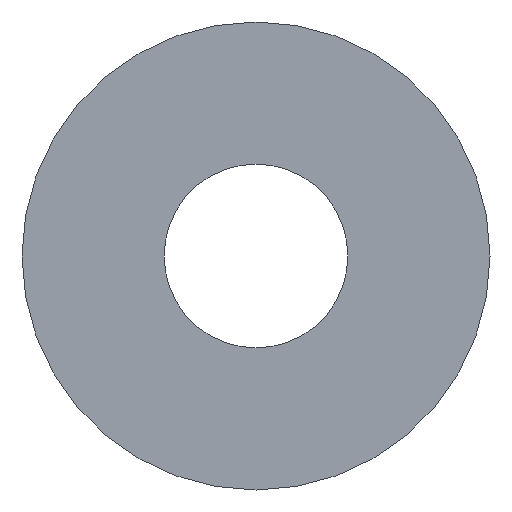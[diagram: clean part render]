
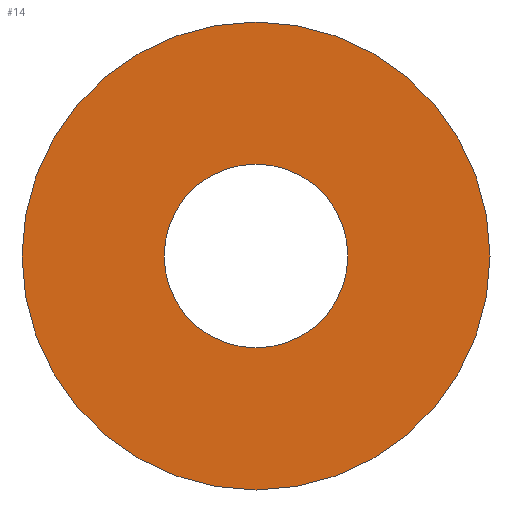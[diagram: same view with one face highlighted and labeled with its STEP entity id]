
A CAD part, front view. The second image highlights one B-rep face of the part: STEP entity #14.
In plain terms, the highlighted planar face has unit normal (0, -1, 0).
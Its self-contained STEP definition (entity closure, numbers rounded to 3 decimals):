
#11 = DIRECTION ( 'NONE',  ( 0., -1., 0. ) ) ;
#14 = ADVANCED_FACE ( 'NONE', ( #242, #307 ), #156, .T. ) ;
#22 = AXIS2_PLACEMENT_3D ( 'NONE', #288, #251, #217 ) ;
#35 = CARTESIAN_POINT ( 'NONE',  ( 0., 0., 0. ) ) ;
#36 = EDGE_LOOP ( 'NONE', ( #311, #84 ) ) ;
#40 = CARTESIAN_POINT ( 'NONE',  ( 2.75, 0., 0. ) ) ;
#47 = AXIS2_PLACEMENT_3D ( 'NONE', #223, #248, #297 ) ;
#50 = CIRCLE ( 'NONE', #254, 7. ) ;
#53 = CARTESIAN_POINT ( 'NONE',  ( 0., 0., 2.75 ) ) ;
#74 = CIRCLE ( 'NONE', #47, 7. ) ;
#78 = EDGE_CURVE ( 'NONE', #101, #206, #138, .T. ) ;
#79 = DIRECTION ( 'NONE',  ( 0., -1., 0. ) ) ;
#84 = ORIENTED_EDGE ( 'NONE', *, *, #160, .F. ) ;
#101 = VERTEX_POINT ( 'NONE', #303 ) ;
#105 = DIRECTION ( 'NONE',  ( 0., 0., -1. ) ) ;
#112 = AXIS2_PLACEMENT_3D ( 'NONE', #215, #250, #285 ) ;
#130 = AXIS2_PLACEMENT_3D ( 'NONE', #40, #79, #105 ) ;
#132 = CARTESIAN_POINT ( 'NONE',  ( 0., 0., -7. ) ) ;
#138 = CIRCLE ( 'NONE', #112, 2.75 ) ;
#155 = EDGE_CURVE ( 'NONE', #258, #273, #74, .T. ) ;
#156 = PLANE ( 'NONE',  #130 ) ;
#160 = EDGE_CURVE ( 'NONE', #206, #101, #271, .T. ) ;
#204 = ORIENTED_EDGE ( 'NONE', *, *, #286, .T. ) ;
#206 = VERTEX_POINT ( 'NONE', #53 ) ;
#212 = EDGE_LOOP ( 'NONE', ( #204, #280 ) ) ;
#215 = CARTESIAN_POINT ( 'NONE',  ( 0., 0., 0. ) ) ;
#217 = DIRECTION ( 'NONE',  ( 0., 0., -1. ) ) ;
#223 = CARTESIAN_POINT ( 'NONE',  ( 0., 0., 0. ) ) ;
#235 = CARTESIAN_POINT ( 'NONE',  ( 0., 0., 7. ) ) ;
#242 = FACE_OUTER_BOUND ( 'NONE', #212, .T. ) ;
#248 = DIRECTION ( 'NONE',  ( 0., -1., 0. ) ) ;
#250 = DIRECTION ( 'NONE',  ( 0., -1., 0. ) ) ;
#251 = DIRECTION ( 'NONE',  ( 0., -1., 0. ) ) ;
#254 = AXIS2_PLACEMENT_3D ( 'NONE', #35, #11, #298 ) ;
#258 = VERTEX_POINT ( 'NONE', #235 ) ;
#271 = CIRCLE ( 'NONE', #22, 2.75 ) ;
#273 = VERTEX_POINT ( 'NONE', #132 ) ;
#280 = ORIENTED_EDGE ( 'NONE', *, *, #155, .T. ) ;
#285 = DIRECTION ( 'NONE',  ( 0., 0., -1. ) ) ;
#286 = EDGE_CURVE ( 'NONE', #273, #258, #50, .T. ) ;
#288 = CARTESIAN_POINT ( 'NONE',  ( 0., 0., 0. ) ) ;
#297 = DIRECTION ( 'NONE',  ( 0., 0., -1. ) ) ;
#298 = DIRECTION ( 'NONE',  ( 0., 0., -1. ) ) ;
#303 = CARTESIAN_POINT ( 'NONE',  ( 0., 0., -2.75 ) ) ;
#307 = FACE_BOUND ( 'NONE', #36, .T. ) ;
#311 = ORIENTED_EDGE ( 'NONE', *, *, #78, .F. ) ;
